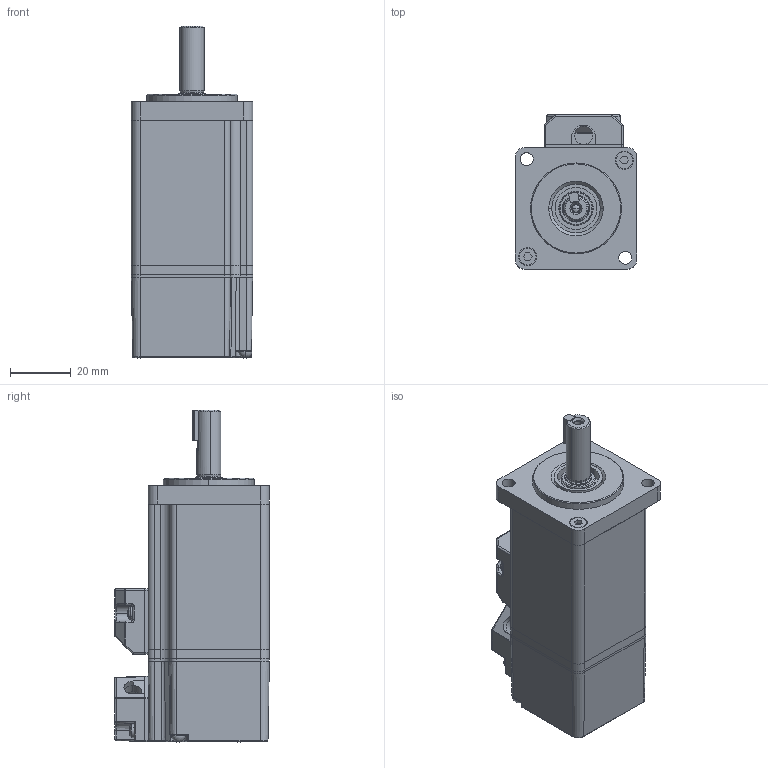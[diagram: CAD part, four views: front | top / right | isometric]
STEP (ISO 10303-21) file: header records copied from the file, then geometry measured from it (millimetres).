
FILE_DESCRIPTION (( 'STEP AP214' ), '1' );
FILE_NAME ('AC52173A1_FRE01102F004.STEP', '2020-12-01T09:31:01', ( '' ), ( '' ), 'SwSTEP 2.0', 'SolidWorks 2015', '' );
FILE_SCHEMA (( 'AUTOMOTIVE_DESIGN' ));
Length unit declared in the file: millimetre
Products named in the file (1): AC52173A1_FRE01102F004
Bounding box: 40 x 51 x 109.45 mm (x, y, z)
Surface area: 24852.4 mm2 (no closed solid volume)
Topology: 0 solids, 23 shells, 524 faces, 1573 edges, 1049 vertices
Faces by surface type: plane 215, cylinder 174, cone 43, sphere 36, torus 33, bspline 23
Entity records: 25100 total; most frequent: CARTESIAN_POINT 5273, DIRECTION 3076, ORIENTED_EDGE 2682, EDGE_CURVE 1544, AXIS2_PLACEMENT_3D 1150, VERTEX_POINT 1045, VECTOR 776, LINE 776
